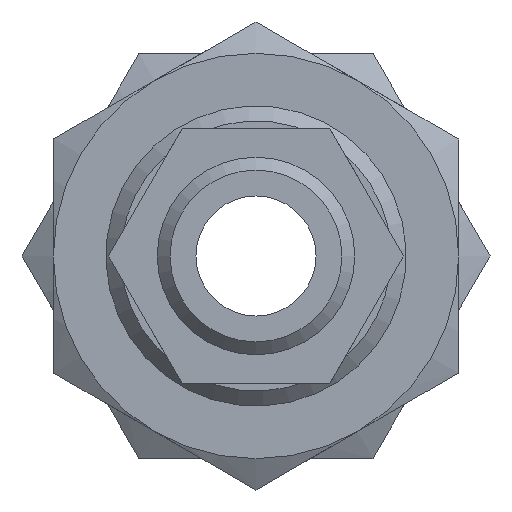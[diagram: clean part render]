
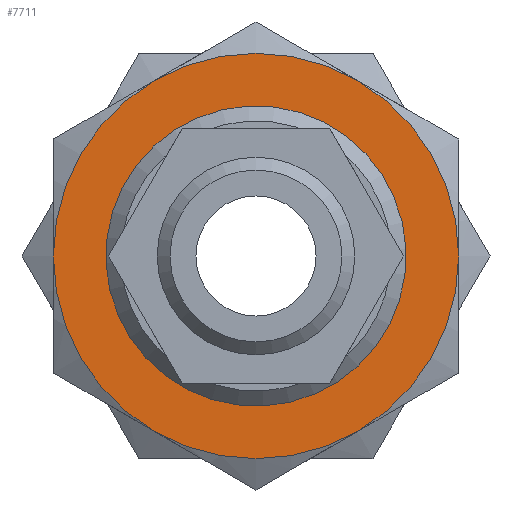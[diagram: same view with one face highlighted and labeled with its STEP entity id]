
A CAD part, front view. The second image highlights one B-rep face of the part: STEP entity #7711.
In plain terms, the highlighted planar face has unit normal (0, -1, 0).
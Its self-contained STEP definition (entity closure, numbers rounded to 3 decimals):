
#352=FACE_BOUND('',#1303,.T.);
#396=PLANE('',#9003);
#898=FACE_OUTER_BOUND('',#1302,.T.);
#1302=EDGE_LOOP('',(#7206,#7207,#7208,#7209,#7210,#7211));
#1303=EDGE_LOOP('',(#7212));
#2584=CIRCLE('',#9004,13.5);
#2585=CIRCLE('',#9005,13.5);
#2586=CIRCLE('',#9006,13.5);
#2587=CIRCLE('',#9007,13.5);
#2588=CIRCLE('',#9008,13.5);
#2589=CIRCLE('',#9009,13.5);
#2590=CIRCLE('',#9010,9.688);
#3462=VERTEX_POINT('',#15809);
#3468=VERTEX_POINT('',#15830);
#3472=VERTEX_POINT('',#15848);
#3477=VERTEX_POINT('',#15872);
#3478=VERTEX_POINT('',#15874);
#3479=VERTEX_POINT('',#15876);
#3480=VERTEX_POINT('',#15880);
#4726=EDGE_CURVE('',#3472,#3468,#2584,.T.);
#4727=EDGE_CURVE('',#3468,#3477,#2585,.T.);
#4728=EDGE_CURVE('',#3477,#3478,#2586,.T.);
#4729=EDGE_CURVE('',#3478,#3479,#2587,.T.);
#4730=EDGE_CURVE('',#3479,#3462,#2588,.T.);
#4731=EDGE_CURVE('',#3462,#3472,#2589,.T.);
#4732=EDGE_CURVE('',#3480,#3480,#2590,.T.);
#7206=ORIENTED_EDGE('',*,*,#4726,.T.);
#7207=ORIENTED_EDGE('',*,*,#4727,.T.);
#7208=ORIENTED_EDGE('',*,*,#4728,.T.);
#7209=ORIENTED_EDGE('',*,*,#4729,.T.);
#7210=ORIENTED_EDGE('',*,*,#4730,.T.);
#7211=ORIENTED_EDGE('',*,*,#4731,.T.);
#7212=ORIENTED_EDGE('',*,*,#4732,.F.);
#7711=ADVANCED_FACE('',(#898,#352),#396,.F.);
#9003=AXIS2_PLACEMENT_3D('',#15870,#11728,#11729);
#9004=AXIS2_PLACEMENT_3D('',#15871,#11730,#11731);
#9005=AXIS2_PLACEMENT_3D('',#15873,#11732,#11733);
#9006=AXIS2_PLACEMENT_3D('',#15875,#11734,#11735);
#9007=AXIS2_PLACEMENT_3D('',#15877,#11736,#11737);
#9008=AXIS2_PLACEMENT_3D('',#15878,#11738,#11739);
#9009=AXIS2_PLACEMENT_3D('',#15879,#11740,#11741);
#9010=AXIS2_PLACEMENT_3D('',#15881,#11742,#11743);
#11728=DIRECTION('center_axis',(0.,1.,0.));
#11729=DIRECTION('ref_axis',(-0.5,0.,0.866));
#11730=DIRECTION('center_axis',(0.,-1.,0.));
#11731=DIRECTION('ref_axis',(0.,0.,
1.));
#11732=DIRECTION('center_axis',(0.,-1.,0.));
#11733=DIRECTION('ref_axis',(0.,0.,
1.));
#11734=DIRECTION('center_axis',(0.,-1.,0.));
#11735=DIRECTION('ref_axis',(0.,0.,
1.));
#11736=DIRECTION('center_axis',(0.,-1.,0.));
#11737=DIRECTION('ref_axis',(0.,0.,
1.));
#11738=DIRECTION('center_axis',(0.,-1.,0.));
#11739=DIRECTION('ref_axis',(0.,0.,
1.));
#11740=DIRECTION('center_axis',(0.,-1.,0.));
#11741=DIRECTION('ref_axis',(0.,0.,
1.));
#11742=DIRECTION('center_axis',(0.,-1.,0.));
#11743=DIRECTION('ref_axis',(-0.5,0.,0.866));
#15809=CARTESIAN_POINT('',(6.75,90.124,11.691));
#15830=CARTESIAN_POINT('',(-13.5,90.124,0.));
#15848=CARTESIAN_POINT('',(-6.75,90.124,11.691));
#15870=CARTESIAN_POINT('Origin',(0.,90.124,
0.));
#15871=CARTESIAN_POINT('Origin',(0.,90.124,
0.));
#15872=CARTESIAN_POINT('',(-6.75,90.124,-11.691));
#15873=CARTESIAN_POINT('Origin',(0.,90.124,
0.));
#15874=CARTESIAN_POINT('',(6.75,90.124,-11.691));
#15875=CARTESIAN_POINT('Origin',(0.,90.124,
0.));
#15876=CARTESIAN_POINT('',(13.5,90.124,0.));
#15877=CARTESIAN_POINT('Origin',(0.,90.124,
0.));
#15878=CARTESIAN_POINT('Origin',(0.,90.124,
0.));
#15879=CARTESIAN_POINT('Origin',(0.,90.124,
0.));
#15880=CARTESIAN_POINT('',(4.844,90.124,-8.39));
#15881=CARTESIAN_POINT('Origin',(0.,90.124,
0.));
